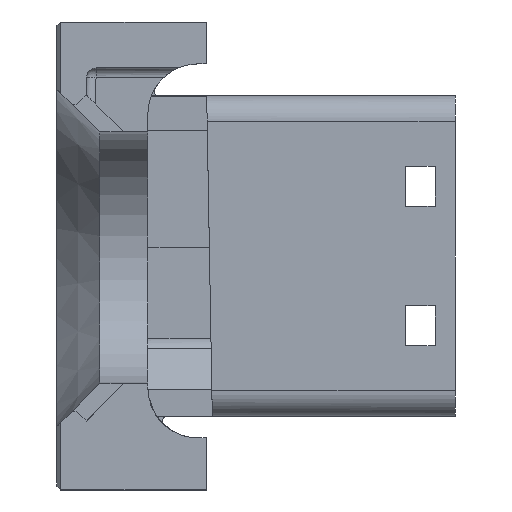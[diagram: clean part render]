
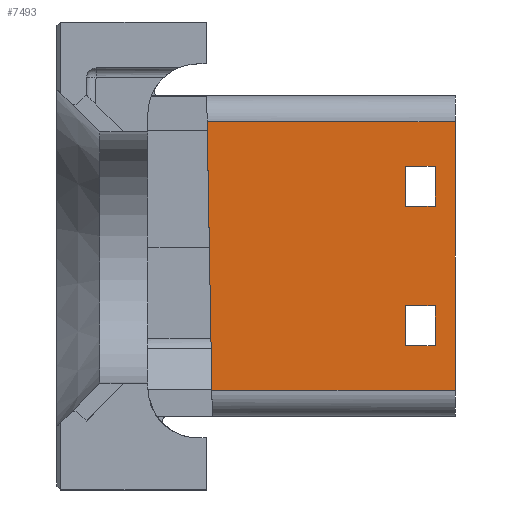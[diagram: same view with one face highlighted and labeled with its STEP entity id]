
A CAD part, left-side view. The second image highlights one B-rep face of the part: STEP entity #7493.
In plain terms, the highlighted planar face has unit normal (-1, 0, 0).
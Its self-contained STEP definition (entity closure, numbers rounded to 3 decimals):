
#51 = DIRECTION ( 'NONE',  ( 0., 0., -1. ) ) ;
#132 = LINE ( 'NONE', #4777, #11962 ) ;
#353 = LINE ( 'NONE', #8893, #4027 ) ;
#539 = EDGE_CURVE ( 'NONE', #9794, #8276, #13091, .T. ) ;
#704 = VECTOR ( 'NONE', #3172, 1000. ) ;
#706 = ORIENTED_EDGE ( 'NONE', *, *, #1369, .F. ) ;
#811 = VECTOR ( 'NONE', #15511, 1000. ) ;
#975 = CARTESIAN_POINT ( 'NONE',  ( -26.4, -35., -5. ) ) ;
#1000 = CARTESIAN_POINT ( 'NONE',  ( -26.4, -40., -13.494 ) ) ;
#1031 = CARTESIAN_POINT ( 'NONE',  ( -26.4, -40., 13.494 ) ) ;
#1081 = LINE ( 'NONE', #2118, #15253 ) ;
#1096 = LINE ( 'NONE', #6037, #7843 ) ;
#1165 = VECTOR ( 'NONE', #2263, 1000. ) ;
#1280 = CARTESIAN_POINT ( 'NONE',  ( -26.4, -38., 5. ) ) ;
#1369 = EDGE_CURVE ( 'NONE', #1621, #12018, #10727, .T. ) ;
#1384 = CARTESIAN_POINT ( 'NONE',  ( -26.4, -40., -9. ) ) ;
#1432 = EDGE_CURVE ( 'NONE', #8276, #5299, #11579, .T. ) ;
#1459 = CARTESIAN_POINT ( 'NONE',  ( -26.4, -35., -9. ) ) ;
#1493 = CARTESIAN_POINT ( 'NONE',  ( -26.4, -35., 9. ) ) ;
#1621 = VERTEX_POINT ( 'NONE', #2376 ) ;
#1895 = LINE ( 'NONE', #4385, #704 ) ;
#2118 = CARTESIAN_POINT ( 'NONE',  ( -26.4, -40., -13.494 ) ) ;
#2263 = DIRECTION ( 'NONE',  ( 0., 1., 0. ) ) ;
#2365 = VERTEX_POINT ( 'NONE', #5855 ) ;
#2376 = CARTESIAN_POINT ( 'NONE',  ( -26.4, -38., -5. ) ) ;
#3026 = VERTEX_POINT ( 'NONE', #1280 ) ;
#3172 = DIRECTION ( 'NONE',  ( 0., 1., 0. ) ) ;
#3266 = CARTESIAN_POINT ( 'NONE',  ( -26.4, -15., 18.889 ) ) ;
#3301 = ORIENTED_EDGE ( 'NONE', *, *, #539, .T. ) ;
#3451 = ORIENTED_EDGE ( 'NONE', *, *, #14366, .F. ) ;
#3468 = VECTOR ( 'NONE', #14207, 1000. ) ;
#3633 = PLANE ( 'NONE',  #4548 ) ;
#4027 = VECTOR ( 'NONE', #6497, 1000. ) ;
#4046 = ORIENTED_EDGE ( 'NONE', *, *, #8784, .F. ) ;
#4385 = CARTESIAN_POINT ( 'NONE',  ( -26.4, -40., -13.494 ) ) ;
#4422 = VECTOR ( 'NONE', #12179, 1000. ) ;
#4509 = CARTESIAN_POINT ( 'NONE',  ( -26.4, -38., -13.494 ) ) ;
#4548 = AXIS2_PLACEMENT_3D ( 'NONE', #1000, #4686, #8184 ) ;
#4554 = VERTEX_POINT ( 'NONE', #1493 ) ;
#4686 = DIRECTION ( 'NONE',  ( -1., 0., 0. ) ) ;
#4777 = CARTESIAN_POINT ( 'NONE',  ( -26.4, -40., 9. ) ) ;
#5299 = VERTEX_POINT ( 'NONE', #6470 ) ;
#5454 = LINE ( 'NONE', #15484, #9651 ) ;
#5694 = EDGE_LOOP ( 'NONE', ( #15378, #4046, #9411, #7094 ) ) ;
#5842 = CARTESIAN_POINT ( 'NONE',  ( -26.4, -38., -13.494 ) ) ;
#5855 = CARTESIAN_POINT ( 'NONE',  ( -26.4, -38., 9. ) ) ;
#5870 = DIRECTION ( 'NONE',  ( 0., 0., 1. ) ) ;
#6037 = CARTESIAN_POINT ( 'NONE',  ( -26.4, -35., -13.494 ) ) ;
#6095 = EDGE_LOOP ( 'NONE', ( #3451, #14729, #706, #7971 ) ) ;
#6470 = CARTESIAN_POINT ( 'NONE',  ( -26.4, -15.565, -13.494 ) ) ;
#6497 = DIRECTION ( 'NONE',  ( 0., 0., -1. ) ) ;
#6874 = LINE ( 'NONE', #5842, #10754 ) ;
#6902 = ORIENTED_EDGE ( 'NONE', *, *, #8983, .F. ) ;
#7094 = ORIENTED_EDGE ( 'NONE', *, *, #13378, .F. ) ;
#7307 = LINE ( 'NONE', #1384, #4422 ) ;
#7317 = DIRECTION ( 'NONE',  ( 0., 1., 0. ) ) ;
#7453 = EDGE_CURVE ( 'NONE', #7806, #9794, #1081, .T. ) ;
#7493 = ADVANCED_FACE ( 'NONE', ( #10820, #8261, #14572 ), #3633, .T. ) ;
#7769 = CARTESIAN_POINT ( 'NONE',  ( -26.4, -40., -13.494 ) ) ;
#7806 = VERTEX_POINT ( 'NONE', #7769 ) ;
#7843 = VECTOR ( 'NONE', #51, 1000. ) ;
#7971 = ORIENTED_EDGE ( 'NONE', *, *, #15038, .F. ) ;
#8184 = DIRECTION ( 'NONE',  ( 0., 0., 1. ) ) ;
#8261 = FACE_BOUND ( 'NONE', #5694, .T. ) ;
#8276 = VERTEX_POINT ( 'NONE', #12945 ) ;
#8473 = ORIENTED_EDGE ( 'NONE', *, *, #1432, .T. ) ;
#8628 = VERTEX_POINT ( 'NONE', #15611 ) ;
#8784 = EDGE_CURVE ( 'NONE', #4554, #8628, #353, .T. ) ;
#8893 = CARTESIAN_POINT ( 'NONE',  ( -26.4, -35., -13.494 ) ) ;
#8983 = EDGE_CURVE ( 'NONE', #7806, #5299, #1895, .T. ) ;
#9161 = EDGE_CURVE ( 'NONE', #12018, #11823, #1096, .T. ) ;
#9289 = LINE ( 'NONE', #4509, #811 ) ;
#9411 = ORIENTED_EDGE ( 'NONE', *, *, #10180, .F. ) ;
#9419 = DIRECTION ( 'NONE',  ( 0., -1., 0. ) ) ;
#9651 = VECTOR ( 'NONE', #9419, 1000. ) ;
#9786 = EDGE_CURVE ( 'NONE', #8628, #3026, #5454, .T. ) ;
#9794 = VERTEX_POINT ( 'NONE', #14760 ) ;
#10180 = EDGE_CURVE ( 'NONE', #2365, #4554, #132, .T. ) ;
#10727 = LINE ( 'NONE', #13203, #1165 ) ;
#10754 = VECTOR ( 'NONE', #11756, 1000. ) ;
#10820 = FACE_BOUND ( 'NONE', #6095, .T. ) ;
#11579 = LINE ( 'NONE', #3266, #3468 ) ;
#11756 = DIRECTION ( 'NONE',  ( 0., 0., 1. ) ) ;
#11823 = VERTEX_POINT ( 'NONE', #1459 ) ;
#11962 = VECTOR ( 'NONE', #7317, 1000. ) ;
#12018 = VERTEX_POINT ( 'NONE', #975 ) ;
#12179 = DIRECTION ( 'NONE',  ( 0., -1., 0. ) ) ;
#12659 = CARTESIAN_POINT ( 'NONE',  ( -26.4, -38., -9. ) ) ;
#12945 = CARTESIAN_POINT ( 'NONE',  ( -26.4, -15.094, 13.494 ) ) ;
#13091 = LINE ( 'NONE', #1031, #13630 ) ;
#13203 = CARTESIAN_POINT ( 'NONE',  ( -26.4, -40., -5. ) ) ;
#13259 = ORIENTED_EDGE ( 'NONE', *, *, #7453, .T. ) ;
#13378 = EDGE_CURVE ( 'NONE', #3026, #2365, #9289, .T. ) ;
#13473 = DIRECTION ( 'NONE',  ( 0., 1., 0. ) ) ;
#13630 = VECTOR ( 'NONE', #13473, 1000. ) ;
#14207 = DIRECTION ( 'NONE',  ( 0., -0.017, -1. ) ) ;
#14366 = EDGE_CURVE ( 'NONE', #11823, #15602, #7307, .T. ) ;
#14572 = FACE_OUTER_BOUND ( 'NONE', #15431, .T. ) ;
#14729 = ORIENTED_EDGE ( 'NONE', *, *, #9161, .F. ) ;
#14760 = CARTESIAN_POINT ( 'NONE',  ( -26.4, -40., 13.494 ) ) ;
#15038 = EDGE_CURVE ( 'NONE', #15602, #1621, #6874, .T. ) ;
#15253 = VECTOR ( 'NONE', #5870, 1000. ) ;
#15378 = ORIENTED_EDGE ( 'NONE', *, *, #9786, .F. ) ;
#15431 = EDGE_LOOP ( 'NONE', ( #8473, #6902, #13259, #3301 ) ) ;
#15484 = CARTESIAN_POINT ( 'NONE',  ( -26.4, -40., 5. ) ) ;
#15511 = DIRECTION ( 'NONE',  ( 0., 0., 1. ) ) ;
#15602 = VERTEX_POINT ( 'NONE', #12659 ) ;
#15611 = CARTESIAN_POINT ( 'NONE',  ( -26.4, -35., 5. ) ) ;
